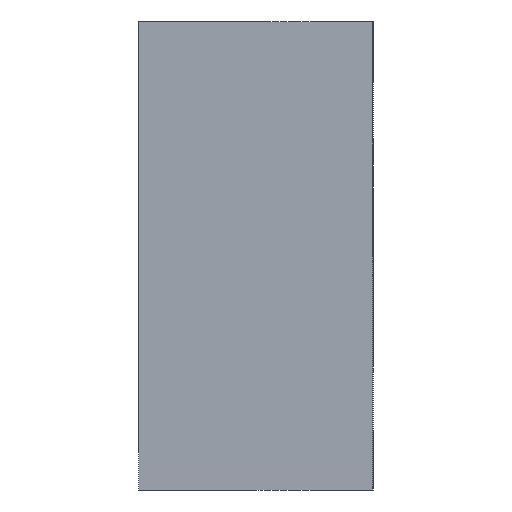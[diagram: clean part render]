
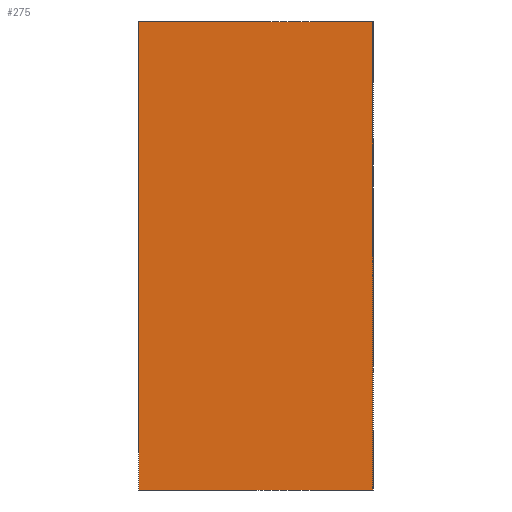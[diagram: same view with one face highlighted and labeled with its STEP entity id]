
A CAD part, left-side view. The second image highlights one B-rep face of the part: STEP entity #275.
In plain terms, the highlighted planar face has unit normal (-1, 0, 0).
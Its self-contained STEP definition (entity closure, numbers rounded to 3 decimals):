
#32 = DIRECTION ( 'NONE',  ( 0., 0., 1. ) ) ;
#36 = LINE ( 'NONE', #420, #399 ) ;
#37 = CARTESIAN_POINT ( 'NONE',  ( 0., 0., -10. ) ) ;
#55 = ORIENTED_EDGE ( 'NONE', *, *, #238, .F. ) ;
#81 = VECTOR ( 'NONE', #419, 1000. ) ;
#99 = EDGE_CURVE ( 'NONE', #200, #265, #292, .T. ) ;
#104 = DIRECTION ( 'NONE',  ( 1., 0., 0. ) ) ;
#107 = FACE_OUTER_BOUND ( 'NONE', #302, .T. ) ;
#108 = CARTESIAN_POINT ( 'NONE',  ( 0., 5., -10. ) ) ;
#136 = LINE ( 'NONE', #312, #81 ) ;
#145 = CARTESIAN_POINT ( 'NONE',  ( 0., 5., 0. ) ) ;
#165 = DIRECTION ( 'NONE',  ( 0., 0., -1. ) ) ;
#168 = CARTESIAN_POINT ( 'NONE',  ( 0., 5., 0. ) ) ;
#200 = VERTEX_POINT ( 'NONE', #108 ) ;
#210 = CARTESIAN_POINT ( 'NONE',  ( 0., 5., 0. ) ) ;
#217 = VERTEX_POINT ( 'NONE', #412 ) ;
#232 = VECTOR ( 'NONE', #291, 1000. ) ;
#238 = EDGE_CURVE ( 'NONE', #265, #217, #286, .T. ) ;
#239 = AXIS2_PLACEMENT_3D ( 'NONE', #168, #104, #165 ) ;
#246 = CARTESIAN_POINT ( 'NONE',  ( 0., 5., 0. ) ) ;
#265 = VERTEX_POINT ( 'NONE', #246 ) ;
#275 = ADVANCED_FACE ( 'NONE', ( #107 ), #281, .F. ) ;
#281 = PLANE ( 'NONE',  #239 ) ;
#285 = EDGE_CURVE ( 'NONE', #357, #217, #36, .T. ) ;
#286 = LINE ( 'NONE', #210, #232 ) ;
#291 = DIRECTION ( 'NONE',  ( 0., -1., 0. ) ) ;
#292 = LINE ( 'NONE', #145, #423 ) ;
#293 = ORIENTED_EDGE ( 'NONE', *, *, #99, .F. ) ;
#302 = EDGE_LOOP ( 'NONE', ( #323, #55, #293, #349 ) ) ;
#312 = CARTESIAN_POINT ( 'NONE',  ( 0., 5., -10. ) ) ;
#323 = ORIENTED_EDGE ( 'NONE', *, *, #285, .T. ) ;
#349 = ORIENTED_EDGE ( 'NONE', *, *, #388, .T. ) ;
#357 = VERTEX_POINT ( 'NONE', #37 ) ;
#388 = EDGE_CURVE ( 'NONE', #200, #357, #136, .T. ) ;
#399 = VECTOR ( 'NONE', #32, 1000. ) ;
#412 = CARTESIAN_POINT ( 'NONE',  ( 0., 0., 0. ) ) ;
#419 = DIRECTION ( 'NONE',  ( 0., -1., 0. ) ) ;
#420 = CARTESIAN_POINT ( 'NONE',  ( 0., 0., 0. ) ) ;
#423 = VECTOR ( 'NONE', #427, 1000. ) ;
#427 = DIRECTION ( 'NONE',  ( 0., 0., 1. ) ) ;
